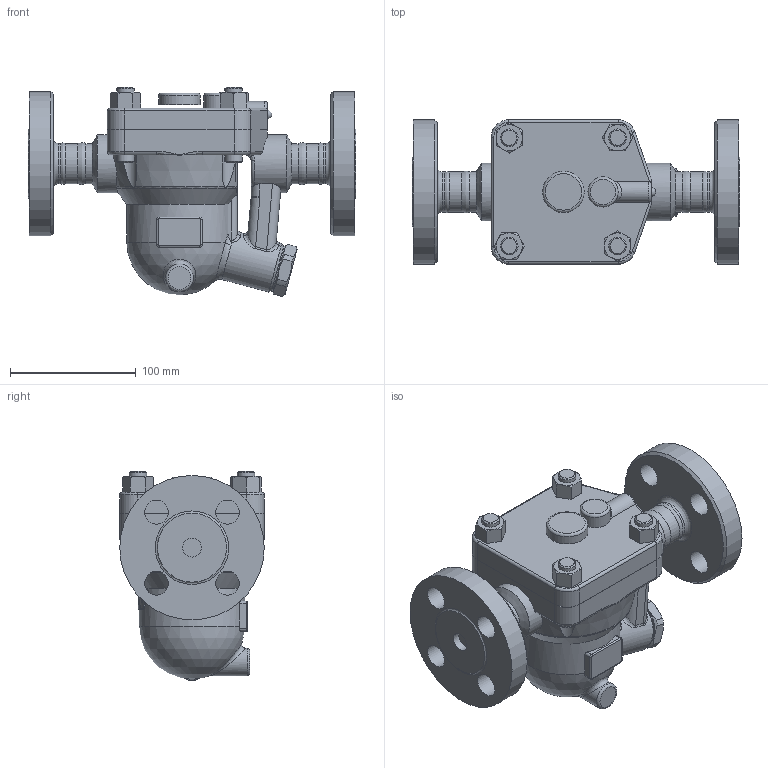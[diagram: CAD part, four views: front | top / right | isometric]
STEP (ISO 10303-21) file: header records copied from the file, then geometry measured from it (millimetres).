
FILE_DESCRIPTION((''),'2;1');
FILE_NAME('j5slx-015-jis40-00.stp','2010-08-09T08:55:02',('nakaot'),(''),'Autodesk Inventor 2008','Autodesk Inventor 2008','');
FILE_SCHEMA(('AUTOMOTIVE_DESIGN { 1 0 10303 214 1 1 1 1 }'));
Length unit declared in the file: millimetre
Products named in the file (1): j5slx-015-jis40-00
Bounding box: 261 x 115 x 166.92 mm (x, y, z)
Volume: 1775205.3 mm3; surface area: 177925 mm2
Topology: 2 solids, 3 shells, 344 faces, 836 edges, 525 vertices
Faces by surface type: plane 109, cylinder 89, bspline 78, cone 48, torus 18, sphere 2
Full cylindrical faces by diameter (mm): 14 x12, 15 x1, 19 x4, 22 x1, 24 x1, 32 x4, 33 x1, 38 x1, 40 x1, 46 x2, 80 x1, 115 x1
Entity records: 20455 total; most frequent: CARTESIAN_POINT 13259, ORIENTED_EDGE 1484, DIRECTION 1374, EDGE_CURVE 742, AXIS2_PLACEMENT_3D 580, VERTEX_POINT 502, EDGE_LOOP 468, FACE_OUTER_BOUND 342
